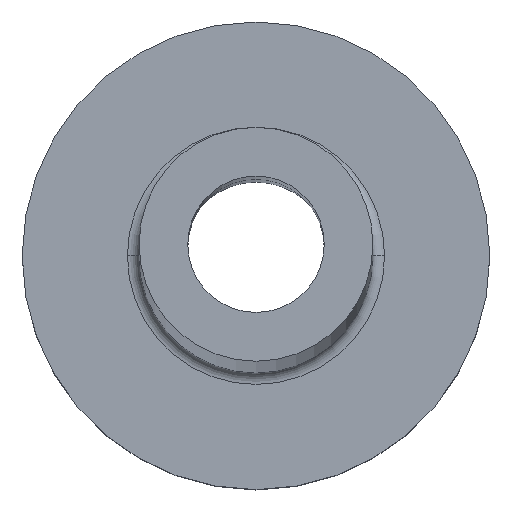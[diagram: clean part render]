
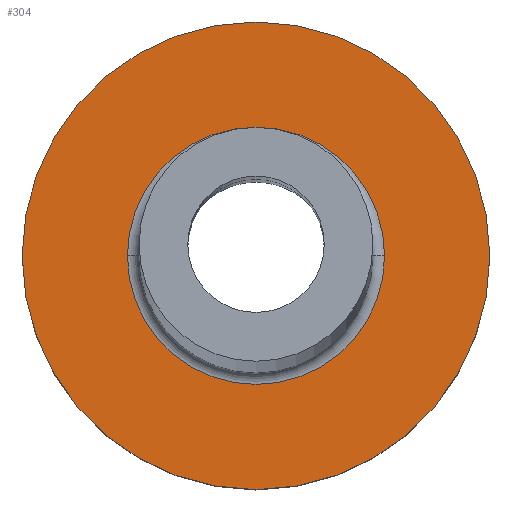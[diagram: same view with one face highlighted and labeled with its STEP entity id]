
A CAD part, top view. The second image highlights one B-rep face of the part: STEP entity #304.
In plain terms, the highlighted planar face has unit normal (0, 0, 1).
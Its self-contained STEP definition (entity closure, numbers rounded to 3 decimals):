
#10 = DIRECTION ( 'NONE',  ( 0., 0., -1. ) ) ;
#13 = CARTESIAN_POINT ( 'NONE',  ( -3.3, 0., 5. ) ) ;
#29 = CIRCLE ( 'NONE', #286, 6. ) ;
#34 = ORIENTED_EDGE ( 'NONE', *, *, #263, .T. ) ;
#41 = CIRCLE ( 'NONE', #199, 6. ) ;
#51 = DIRECTION ( 'NONE',  ( 1., 0., 0. ) ) ;
#54 = CIRCLE ( 'NONE', #307, 3.3 ) ;
#55 = ORIENTED_EDGE ( 'NONE', *, *, #365, .T. ) ;
#58 = EDGE_CURVE ( 'NONE', #256, #186, #156, .T. ) ;
#102 = CARTESIAN_POINT ( 'NONE',  ( 3.3, 0., 5. ) ) ;
#117 = CARTESIAN_POINT ( 'NONE',  ( -6., 0., 5. ) ) ;
#137 = CARTESIAN_POINT ( 'NONE',  ( 0., 0., 5. ) ) ;
#144 = DIRECTION ( 'NONE',  ( 0., 0., 1. ) ) ;
#153 = AXIS2_PLACEMENT_3D ( 'NONE', #137, #305, #453 ) ;
#156 = CIRCLE ( 'NONE', #271, 3.3 ) ;
#157 = CARTESIAN_POINT ( 'NONE',  ( 6., 0., 5. ) ) ;
#160 = VERTEX_POINT ( 'NONE', #117 ) ;
#172 = CARTESIAN_POINT ( 'NONE',  ( 0., 0., 5. ) ) ;
#174 = FACE_OUTER_BOUND ( 'NONE', #317, .T. ) ;
#186 = VERTEX_POINT ( 'NONE', #102 ) ;
#189 = CARTESIAN_POINT ( 'NONE',  ( 0., 0., 5. ) ) ;
#199 = AXIS2_PLACEMENT_3D ( 'NONE', #172, #144, #274 ) ;
#205 = FACE_BOUND ( 'NONE', #325, .T. ) ;
#217 = DIRECTION ( 'NONE',  ( 1., 0., 0. ) ) ;
#256 = VERTEX_POINT ( 'NONE', #13 ) ;
#263 = EDGE_CURVE ( 'NONE', #186, #256, #54, .T. ) ;
#266 = DIRECTION ( 'NONE',  ( 1., 0., 0. ) ) ;
#271 = AXIS2_PLACEMENT_3D ( 'NONE', #377, #334, #266 ) ;
#274 = DIRECTION ( 'NONE',  ( 1., 0., 0. ) ) ;
#286 = AXIS2_PLACEMENT_3D ( 'NONE', #361, #390, #217 ) ;
#304 = ADVANCED_FACE ( 'NONE', ( #205, #174 ), #454, .T. ) ;
#305 = DIRECTION ( 'NONE',  ( 0., 0., 1. ) ) ;
#307 = AXIS2_PLACEMENT_3D ( 'NONE', #189, #10, #51 ) ;
#317 = EDGE_LOOP ( 'NONE', ( #392, #55 ) ) ;
#325 = EDGE_LOOP ( 'NONE', ( #34, #430 ) ) ;
#334 = DIRECTION ( 'NONE',  ( 0., 0., -1. ) ) ;
#361 = CARTESIAN_POINT ( 'NONE',  ( 0., 0., 5. ) ) ;
#365 = EDGE_CURVE ( 'NONE', #369, #160, #29, .T. ) ;
#369 = VERTEX_POINT ( 'NONE', #157 ) ;
#377 = CARTESIAN_POINT ( 'NONE',  ( 0., 0., 5. ) ) ;
#390 = DIRECTION ( 'NONE',  ( 0., 0., 1. ) ) ;
#392 = ORIENTED_EDGE ( 'NONE', *, *, #406, .T. ) ;
#406 = EDGE_CURVE ( 'NONE', #160, #369, #41, .T. ) ;
#430 = ORIENTED_EDGE ( 'NONE', *, *, #58, .T. ) ;
#453 = DIRECTION ( 'NONE',  ( 1., 0., 0. ) ) ;
#454 = PLANE ( 'NONE',  #153 ) ;
